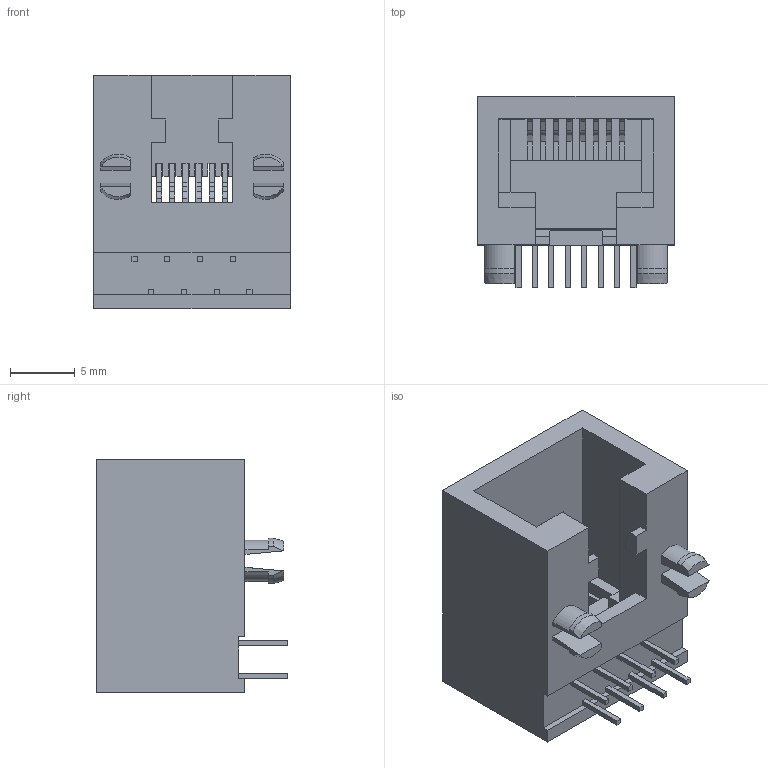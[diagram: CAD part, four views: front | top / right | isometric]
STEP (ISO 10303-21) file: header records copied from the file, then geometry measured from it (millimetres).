
FILE_DESCRIPTION((''),'2;1');
FILE_NAME('955012881','2014-07-25T',('me'),(''),'PRO/ENGINEER BY PARAMETRIC TECHNOLOGY CORPORATION, 2011490','PRO/ENGINEER BY PARAMETRIC TECHNOLOGY CORPORATION, 2011490','');
FILE_SCHEMA(('CONFIG_CONTROL_DESIGN'));
Length unit declared in the file: millimetre
Products named in the file (1): 955012881
Bounding box: 15.24 x 14.8 x 18.1 mm (x, y, z)
Volume: 1481.8 mm3; surface area: 2331.3 mm2
Topology: 1 solids, 1 shells, 402 faces, 1194 edges, 798 vertices
Faces by surface type: plane 320, cylinder 78, cone 4
Entity records: 13415 total; most frequent: CARTESIAN_POINT 2419, ORIENTED_EDGE 2344, DIRECTION 2168, EDGE_CURVE 1172, VECTOR 1002, LINE 1002, VERTEX_POINT 774, AXIS2_PLACEMENT_3D 583
